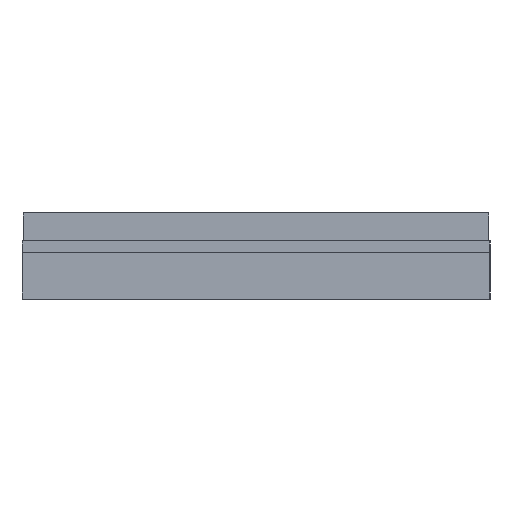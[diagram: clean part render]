
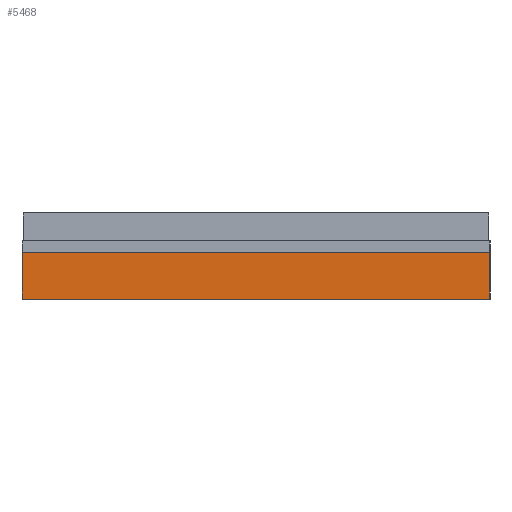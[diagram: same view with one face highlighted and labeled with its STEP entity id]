
A CAD part, left-side view. The second image highlights one B-rep face of the part: STEP entity #5468.
In plain terms, the highlighted planar face has unit normal (-1, 0, 0).
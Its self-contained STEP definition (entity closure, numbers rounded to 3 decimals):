
#1273 = CARTESIAN_POINT ( 'NONE',  ( -22.516, -5.733, 2. ) ) ;
#1304 = ORIENTED_EDGE ( 'NONE', *, *, #6325, .F. ) ;
#1357 = VECTOR ( 'NONE', #3586, 1000. ) ;
#2301 = ORIENTED_EDGE ( 'NONE', *, *, #14331, .T. ) ;
#2369 = CARTESIAN_POINT ( 'NONE',  ( -22.516, 14.367, 2. ) ) ;
#2444 = LINE ( 'NONE', #3947, #6233 ) ;
#3304 = LINE ( 'NONE', #3532, #1357 ) ;
#3532 = CARTESIAN_POINT ( 'NONE',  ( -22.516, -5.733, 2. ) ) ;
#3586 = DIRECTION ( 'NONE',  ( 0., 0., -1. ) ) ;
#3926 = FACE_OUTER_BOUND ( 'NONE', #12145, .T. ) ;
#3947 = CARTESIAN_POINT ( 'NONE',  ( -22.516, 14.367, 0. ) ) ;
#4262 = VECTOR ( 'NONE', #13877, 1000. ) ;
#4889 = CARTESIAN_POINT ( 'NONE',  ( -22.516, -5.733, 0. ) ) ;
#5152 = CARTESIAN_POINT ( 'NONE',  ( -22.516, 14.367, 2. ) ) ;
#5468 = ADVANCED_FACE ( 'NONE', ( #3926 ), #8018, .F. ) ;
#6233 = VECTOR ( 'NONE', #15739, 1000. ) ;
#6325 = EDGE_CURVE ( 'NONE', #16338, #13404, #3304, .T. ) ;
#6426 = EDGE_CURVE ( 'NONE', #12407, #8194, #11837, .T. ) ;
#7534 = DIRECTION ( 'NONE',  ( 0., 0., -1. ) ) ;
#8018 = PLANE ( 'NONE',  #11159 ) ;
#8194 = VERTEX_POINT ( 'NONE', #16275 ) ;
#8419 = LINE ( 'NONE', #2369, #4262 ) ;
#10449 = CARTESIAN_POINT ( 'NONE',  ( -22.516, 14.367, 2. ) ) ;
#11159 = AXIS2_PLACEMENT_3D ( 'NONE', #11913, #11974, #13052 ) ;
#11416 = ORIENTED_EDGE ( 'NONE', *, *, #12594, .F. ) ;
#11837 = LINE ( 'NONE', #5152, #14397 ) ;
#11913 = CARTESIAN_POINT ( 'NONE',  ( -22.516, 14.367, 2. ) ) ;
#11974 = DIRECTION ( 'NONE',  ( 1., 0., 0. ) ) ;
#12145 = EDGE_LOOP ( 'NONE', ( #2301, #1304, #11416, #15355 ) ) ;
#12407 = VERTEX_POINT ( 'NONE', #10449 ) ;
#12594 = EDGE_CURVE ( 'NONE', #12407, #16338, #8419, .T. ) ;
#13052 = DIRECTION ( 'NONE',  ( 0., 1., 0. ) ) ;
#13404 = VERTEX_POINT ( 'NONE', #4889 ) ;
#13877 = DIRECTION ( 'NONE',  ( 0., -1., 0. ) ) ;
#14331 = EDGE_CURVE ( 'NONE', #8194, #13404, #2444, .T. ) ;
#14397 = VECTOR ( 'NONE', #7534, 1000. ) ;
#15355 = ORIENTED_EDGE ( 'NONE', *, *, #6426, .T. ) ;
#15739 = DIRECTION ( 'NONE',  ( 0., -1., 0. ) ) ;
#16275 = CARTESIAN_POINT ( 'NONE',  ( -22.516, 14.367, 0. ) ) ;
#16338 = VERTEX_POINT ( 'NONE', #1273 ) ;
